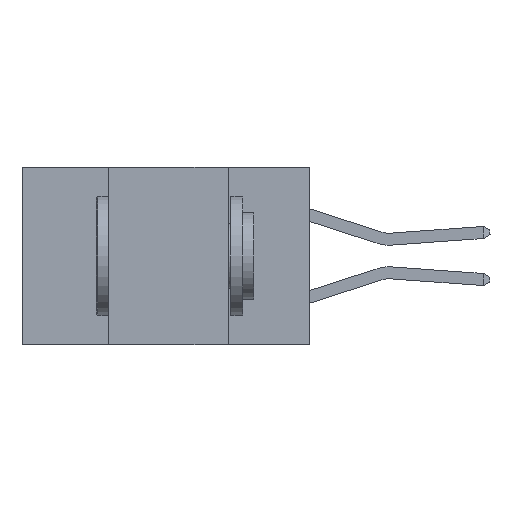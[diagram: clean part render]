
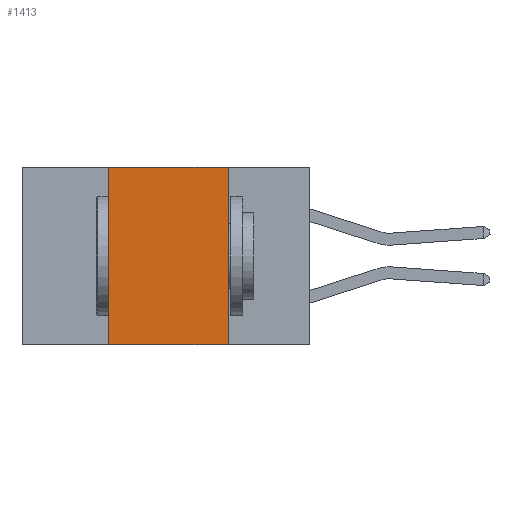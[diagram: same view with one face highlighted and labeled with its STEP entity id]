
A CAD part, left-side view. The second image highlights one B-rep face of the part: STEP entity #1413.
In plain terms, the highlighted planar face has unit normal (-1, 0, 0).
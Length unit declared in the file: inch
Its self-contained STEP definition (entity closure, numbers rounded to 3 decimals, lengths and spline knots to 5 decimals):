
#219 = DIRECTION ( 'NONE',  ( 0., -1., 0. ) ) ;
#331 = VECTOR ( 'NONE', #3648, 39.37008 ) ;
#656 = VERTEX_POINT ( 'NONE', #3877 ) ;
#750 = VERTEX_POINT ( 'NONE', #7411 ) ;
#775 = EDGE_CURVE ( 'NONE', #8545, #13766, #14594, .T. ) ;
#1078 = ORIENTED_EDGE ( 'NONE', *, *, #14187, .F. ) ;
#1122 = DIRECTION ( 'NONE',  ( 0., 0., 1. ) ) ;
#1147 = CARTESIAN_POINT ( 'NONE',  ( 0., 0.17, -0.37 ) ) ;
#1413 = ADVANCED_FACE ( 'NONE', ( #8375 ), #12909, .F. ) ;
#1584 = CARTESIAN_POINT ( 'NONE',  ( 0., 0.6, 0. ) ) ;
#1681 = VECTOR ( 'NONE', #1122, 39.37008 ) ;
#1953 = VECTOR ( 'NONE', #219, 39.37008 ) ;
#2112 = DIRECTION ( 'NONE',  ( 0., 0., -1. ) ) ;
#2236 = VECTOR ( 'NONE', #2112, 39.37008 ) ;
#3515 = CARTESIAN_POINT ( 'NONE',  ( 0., 0.42, 0. ) ) ;
#3648 = DIRECTION ( 'NONE',  ( 0., -1., 0. ) ) ;
#3877 = CARTESIAN_POINT ( 'NONE',  ( 0., 0.42, 0. ) ) ;
#4197 = CARTESIAN_POINT ( 'NONE',  ( 0., 0.17, 0. ) ) ;
#5261 = AXIS2_PLACEMENT_3D ( 'NONE', #1584, #14199, #7381 ) ;
#6049 = ORIENTED_EDGE ( 'NONE', *, *, #7555, .F. ) ;
#6782 = EDGE_LOOP ( 'NONE', ( #1078, #6049, #10279, #12350 ) ) ;
#7381 = DIRECTION ( 'NONE',  ( 0., 0., -1. ) ) ;
#7411 = CARTESIAN_POINT ( 'NONE',  ( 0., 0.17, 0. ) ) ;
#7555 = EDGE_CURVE ( 'NONE', #656, #750, #12968, .T. ) ;
#8375 = FACE_OUTER_BOUND ( 'NONE', #6782, .T. ) ;
#8545 = VERTEX_POINT ( 'NONE', #13456 ) ;
#9151 = LINE ( 'NONE', #3515, #1681 ) ;
#9202 = EDGE_CURVE ( 'NONE', #8545, #656, #9151, .T. ) ;
#10081 = LINE ( 'NONE', #4197, #2236 ) ;
#10279 = ORIENTED_EDGE ( 'NONE', *, *, #9202, .F. ) ;
#11316 = CARTESIAN_POINT ( 'NONE',  ( 0., 0.6, -0.37 ) ) ;
#11653 = CARTESIAN_POINT ( 'NONE',  ( 0., 0.6, 0. ) ) ;
#12350 = ORIENTED_EDGE ( 'NONE', *, *, #775, .T. ) ;
#12909 = PLANE ( 'NONE',  #5261 ) ;
#12968 = LINE ( 'NONE', #11653, #331 ) ;
#13456 = CARTESIAN_POINT ( 'NONE',  ( 0., 0.42, -0.37 ) ) ;
#13766 = VERTEX_POINT ( 'NONE', #1147 ) ;
#14187 = EDGE_CURVE ( 'NONE', #750, #13766, #10081, .T. ) ;
#14199 = DIRECTION ( 'NONE',  ( 1., 0., 0. ) ) ;
#14594 = LINE ( 'NONE', #11316, #1953 ) ;
